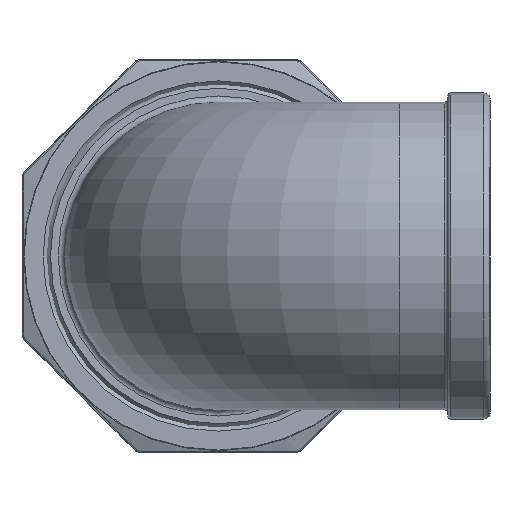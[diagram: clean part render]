
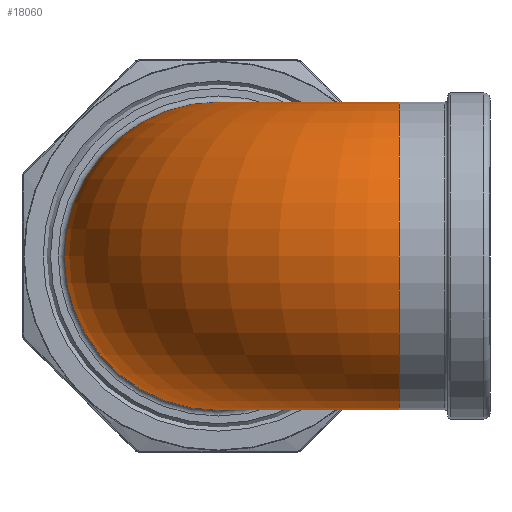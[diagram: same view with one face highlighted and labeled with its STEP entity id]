
A CAD part, left-side view. The second image highlights one B-rep face of the part: STEP entity #18060.
In plain terms, the highlighted toroidal (fillet/blend) face has major radius 30 mm and minor radius 25.5 mm.
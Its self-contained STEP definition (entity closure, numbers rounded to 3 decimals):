
#679 = CARTESIAN_POINT ( 'NONE',  ( -25., 0., 0. ) ) ;
#741 = DIRECTION ( 'NONE',  ( 1., 0., 0. ) ) ;
#773 = ORIENTED_EDGE ( 'NONE', *, *, #13730, .F. ) ;
#2689 = TOROIDAL_SURFACE ( 'NONE', #14920, 30., 25.5 ) ;
#3632 = ORIENTED_EDGE ( 'NONE', *, *, #4552, .T. ) ;
#3900 = CARTESIAN_POINT ( 'NONE',  ( -55., -30., 0. ) ) ;
#4518 = CARTESIAN_POINT ( 'NONE',  ( -25., -30., 0. ) ) ;
#4552 = EDGE_CURVE ( 'NONE', #12245, #12245, #8983, .T. ) ;
#4899 = EDGE_LOOP ( 'NONE', ( #3632 ) ) ;
#5037 = DIRECTION ( 'NONE',  ( 0., -1., 0. ) ) ;
#5557 = CARTESIAN_POINT ( 'NONE',  ( -29.5, -30., 0. ) ) ;
#5741 = AXIS2_PLACEMENT_3D ( 'NONE', #679, #7568, #5037 ) ;
#7568 = DIRECTION ( 'NONE',  ( -1., 0., 0. ) ) ;
#8077 = FACE_OUTER_BOUND ( 'NONE', #4899, .T. ) ;
#8263 = FACE_OUTER_BOUND ( 'NONE', #17886, .T. ) ;
#8983 = CIRCLE ( 'NONE', #5741, 25.5 ) ;
#11739 = CIRCLE ( 'NONE', #13840, 25.5 ) ;
#12072 = DIRECTION ( 'NONE',  ( 0., -1., 0. ) ) ;
#12245 = VERTEX_POINT ( 'NONE', #17596 ) ;
#12917 = DIRECTION ( 'NONE',  ( 0., 0., 1. ) ) ;
#13730 = EDGE_CURVE ( 'NONE', #18315, #18315, #11739, .T. ) ;
#13840 = AXIS2_PLACEMENT_3D ( 'NONE', #3900, #12072, #741 ) ;
#14586 = DIRECTION ( 'NONE',  ( 1., 0., 0. ) ) ;
#14920 = AXIS2_PLACEMENT_3D ( 'NONE', #4518, #12917, #14586 ) ;
#17596 = CARTESIAN_POINT ( 'NONE',  ( -25., -25.5, 0. ) ) ;
#17886 = EDGE_LOOP ( 'NONE', ( #773 ) ) ;
#18060 = ADVANCED_FACE ( 'NONE', ( #8263, #8077 ), #2689, .T. ) ;
#18315 = VERTEX_POINT ( 'NONE', #5557 ) ;
